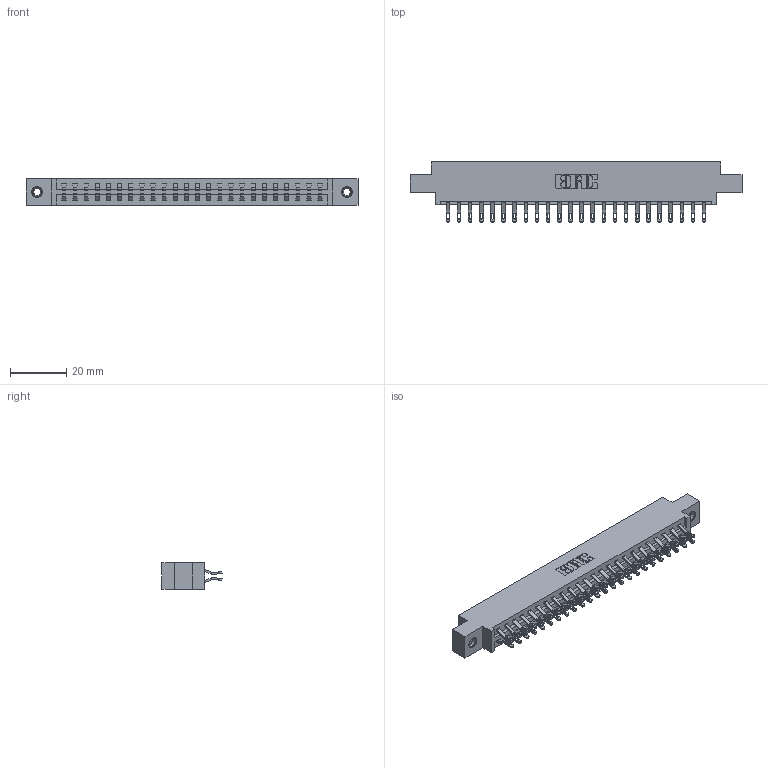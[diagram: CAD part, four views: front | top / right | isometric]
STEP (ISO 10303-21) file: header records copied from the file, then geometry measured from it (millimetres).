
FILE_DESCRIPTION (( 'STEP AP203' ), '1' );
FILE_NAME ('387-048-555-807.STEP', '2018-09-20T06:33:19', ( '' ), ( '' ), 'SwSTEP 2.0', 'SolidWorks 2016', '' );
FILE_SCHEMA (( 'CONFIG_CONTROL_DESIGN' ));
Length unit declared in the file: inch
Products named in the file (4): 345-292-001_555 Tail; 345-250-001_345-250-005-103; 387-048-555-807; 337 Part_0.170 Offset - 0.156 Dia-TI
Assembly tree (51 placements, depth 2):
  387-048-555-807
    337 Part_0.170 Offset - 0.156 Dia-TI
    345-292-001_555 Tail  x48
    345-250-001_345-250-005-103  x2
Bounding box: 118.11 x 21.47 x 9.4 mm (x, y, z)
Volume: 12216 mm3; surface area: 14303.8 mm2
Topology: 51 solids, 51 shells, 3058 faces, 9531 edges, 6346 vertices
Faces by surface type: plane 1834, cylinder 1208, cone 12, torus 4
Entity records: 22580 total; most frequent: CARTESIAN_POINT 3835, ORIENTED_EDGE 3734, DIRECTION 3297, EDGE_CURVE 1867, LINE 1699, VECTOR 1699, VERTEX_POINT 1240, AXIS2_PLACEMENT_3D 799
